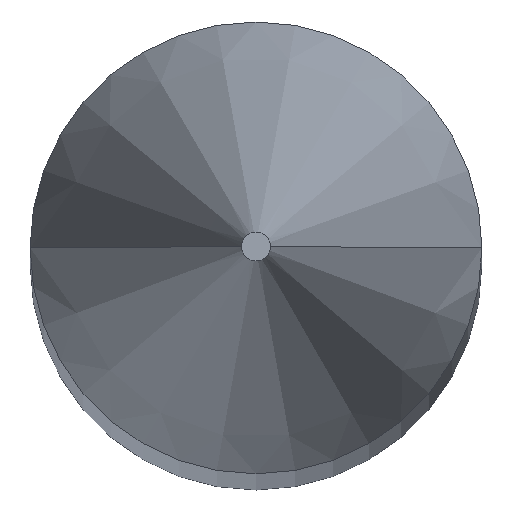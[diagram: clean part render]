
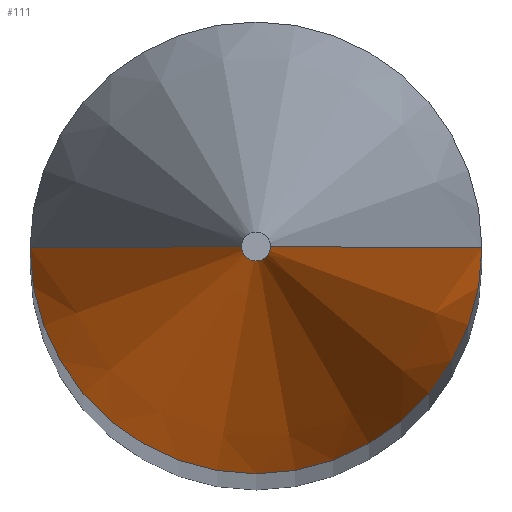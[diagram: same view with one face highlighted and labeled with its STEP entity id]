
A CAD part, top view. The second image highlights one B-rep face of the part: STEP entity #111.
In plain terms, the highlighted conical face has half-angle 15 degrees and reference radius 0.102 mm.
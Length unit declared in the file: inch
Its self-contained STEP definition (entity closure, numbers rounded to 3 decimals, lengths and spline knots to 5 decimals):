
#5 = AXIS2_PLACEMENT_3D ( 'NONE', #93, #40, #108 ) ;
#14 = EDGE_CURVE ( 'NONE', #245, #78, #126, .T. ) ;
#15 = ORIENTED_EDGE ( 'NONE', *, *, #43, .T. ) ;
#16 = EDGE_CURVE ( 'NONE', #117, #209, #69, .T. ) ;
#21 = CARTESIAN_POINT ( 'NONE',  ( 0., 0., 3. ) ) ;
#30 = CARTESIAN_POINT ( 'NONE',  ( -0.004, 0., 3. ) ) ;
#31 = DIRECTION ( 'NONE',  ( 0.259, 0., -0.966 ) ) ;
#40 = DIRECTION ( 'NONE',  ( 0., 0., -1. ) ) ;
#43 = EDGE_CURVE ( 'NONE', #117, #245, #128, .T. ) ;
#55 = ORIENTED_EDGE ( 'NONE', *, *, #16, .F. ) ;
#69 = LINE ( 'NONE', #198, #225 ) ;
#78 = VERTEX_POINT ( 'NONE', #133 ) ;
#87 = EDGE_CURVE ( 'NONE', #209, #78, #164, .T. ) ;
#93 = CARTESIAN_POINT ( 'NONE',  ( 0., 0., 2.78168 ) ) ;
#97 = DIRECTION ( 'NONE',  ( -1., 0., 0. ) ) ;
#104 = CARTESIAN_POINT ( 'NONE',  ( 0., 0., 3. ) ) ;
#107 = CARTESIAN_POINT ( 'NONE',  ( -0.004, 0., 3. ) ) ;
#108 = DIRECTION ( 'NONE',  ( -1., 0., 0. ) ) ;
#111 = ADVANCED_FACE ( 'NONE', ( #241 ), #130, .T. ) ;
#117 = VERTEX_POINT ( 'NONE', #236 ) ;
#126 = LINE ( 'NONE', #107, #170 ) ;
#128 = CIRCLE ( 'NONE', #186, 0.004 ) ;
#130 = CONICAL_SURFACE ( 'NONE', #244, 0.004, 0.262 ) ;
#131 = DIRECTION ( 'NONE',  ( -0.259, 0., -0.966 ) ) ;
#133 = CARTESIAN_POINT ( 'NONE',  ( -0.0625, 0., 2.78168 ) ) ;
#152 = DIRECTION ( 'NONE',  ( 0., 0., -1. ) ) ;
#160 = ORIENTED_EDGE ( 'NONE', *, *, #14, .T. ) ;
#163 = DIRECTION ( 'NONE',  ( 1., 0., 0. ) ) ;
#164 = CIRCLE ( 'NONE', #5, 0.0625 ) ;
#170 = VECTOR ( 'NONE', #131, 39.37008 ) ;
#177 = ORIENTED_EDGE ( 'NONE', *, *, #87, .F. ) ;
#186 = AXIS2_PLACEMENT_3D ( 'NONE', #21, #227, #97 ) ;
#198 = CARTESIAN_POINT ( 'NONE',  ( 0.004, 0., 3. ) ) ;
#209 = VERTEX_POINT ( 'NONE', #239 ) ;
#222 = EDGE_LOOP ( 'NONE', ( #15, #160, #177, #55 ) ) ;
#225 = VECTOR ( 'NONE', #31, 39.37008 ) ;
#227 = DIRECTION ( 'NONE',  ( 0., 0., -1. ) ) ;
#236 = CARTESIAN_POINT ( 'NONE',  ( 0.004, 0., 3. ) ) ;
#239 = CARTESIAN_POINT ( 'NONE',  ( 0.0625, 0., 2.78168 ) ) ;
#241 = FACE_OUTER_BOUND ( 'NONE', #222, .T. ) ;
#244 = AXIS2_PLACEMENT_3D ( 'NONE', #104, #152, #163 ) ;
#245 = VERTEX_POINT ( 'NONE', #30 ) ;
